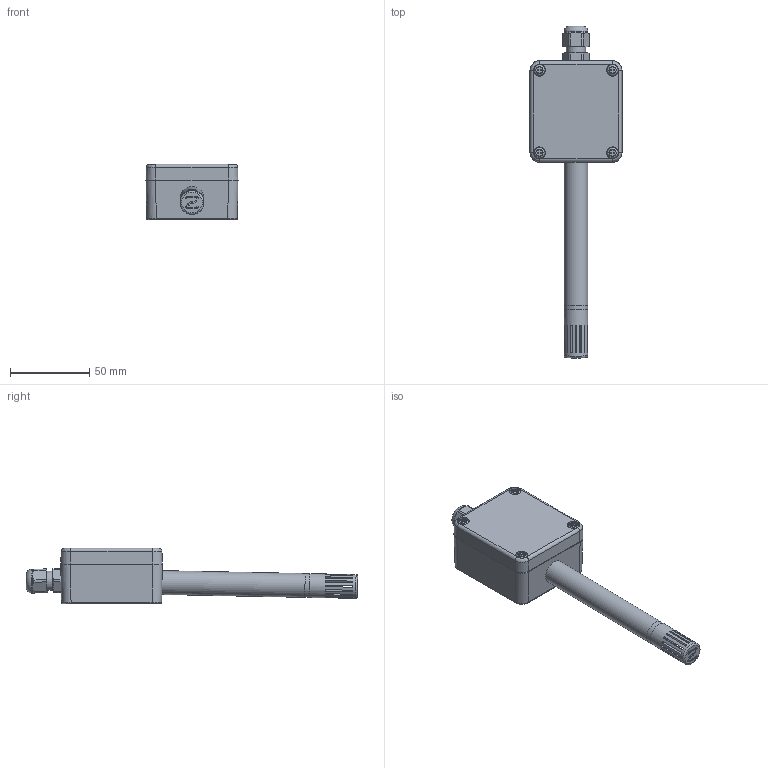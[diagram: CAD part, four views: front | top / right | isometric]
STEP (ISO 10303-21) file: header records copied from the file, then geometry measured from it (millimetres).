
FILE_DESCRIPTION(/* description */ (''),/* implementation_level */ '2;1');
FILE_NAME(/* name */ 'Si-xxxWZxx.step',/* time_stamp */ '2021-07-30T09:20:14+02:00',/* author */ (''),/* organization */ (''),/* preprocessor_version */ 'ST-DEVELOPER v18.1',/* originating_system */ 'Autodesk Translation Framework v10.9.0.1377',/* authorisation */ '');
FILE_SCHEMA (('AUTOMOTIVE_DESIGN { 1 0 10303 214 3 1 1 }'));
Length unit declared in the file: millimetre
Products named in the file (8): Si-xxxWZxx; Tuleja_WZ; G1/4_PG7_prostokat; Filtr_R3; G201_C; wieko; sruba_M4; M12_dlawnica
Assembly tree (10 placements, depth 3):
  Si-xxxWZxx
    Tuleja_WZ
      G1/4_PG7_prostokat
      Filtr_R3
    G201_C
      wieko
      sruba_M4  x4
    M12_dlawnica
Bounding box: 57.89 x 208.89 x 35 mm (x, y, z)
Volume: 69577.3 mm3; surface area: 48417.8 mm2
Topology: 13 solids, 13 shells, 623 faces, 1608 edges, 1025 vertices
Faces by surface type: plane 292, cylinder 142, cone 94, bspline 56, torus 35, sphere 4
Full cylindrical faces by diameter (mm): 3.242 x6, 3.5 x4, 4 x5, 4.3 x2, 4.4 x2, 4.5 x4, 4.871 x2, 4.9 x4, 5.5 x1, 6.5 x4, 7.5 x4, 8 x3, 8.4 x2, 9.957 x1, 10.526 x5, 11.08 x4, 11.445 x5, 12 x3, 12.203 x5, 12.3 x5, 15 x4
Entity records: 25861 total; most frequent: CARTESIAN_POINT 11852, ORIENTED_EDGE 2912, DIRECTION 2877, EDGE_CURVE 1456, AXIS2_PLACEMENT_3D 1064, VERTEX_POINT 935, LINE 749, VECTOR 749
